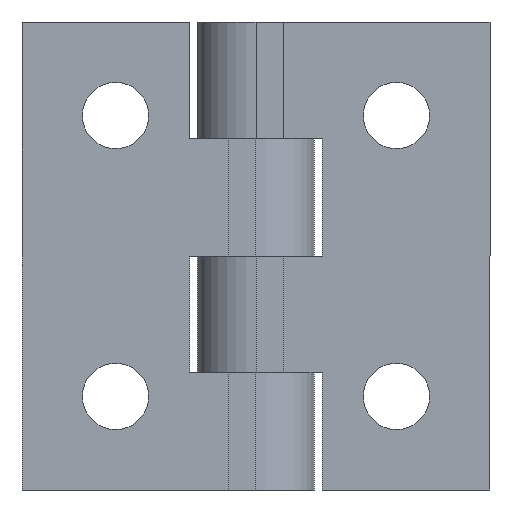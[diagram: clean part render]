
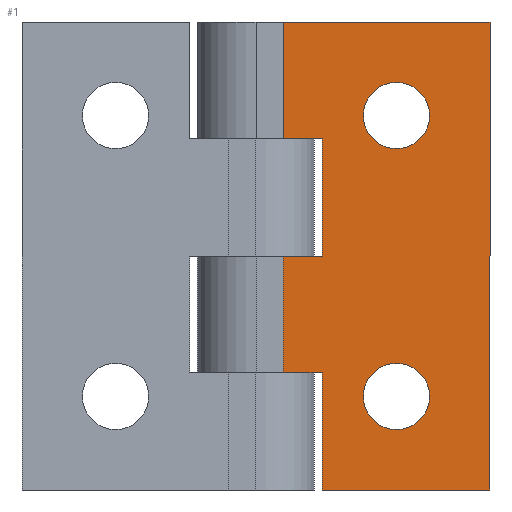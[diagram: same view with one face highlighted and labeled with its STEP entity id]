
A CAD part, front view. The second image highlights one B-rep face of the part: STEP entity #1.
In plain terms, the highlighted planar face has unit normal (0, -1, 0).
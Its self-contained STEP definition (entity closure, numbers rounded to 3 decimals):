
#1 = ADVANCED_FACE ( 'NONE', ( #1356, #1020, #762 ), #1098, .F. ) ;
#2 = LINE ( 'NONE', #556, #445 ) ;
#48 = CARTESIAN_POINT ( 'NONE',  ( -18., -8., -13.75 ) ) ;
#81 = VECTOR ( 'NONE', #446, 1000. ) ;
#99 = CARTESIAN_POINT ( 'NONE',  ( -18., -8., 22.25 ) ) ;
#101 = ORIENTED_EDGE ( 'NONE', *, *, #1157, .F. ) ;
#149 = LINE ( 'NONE', #427, #81 ) ;
#179 = VECTOR ( 'NONE', #659, 1000. ) ;
#250 = EDGE_CURVE ( 'NONE', #827, #1247, #1130, .T. ) ;
#296 = DIRECTION ( 'NONE',  ( -1., 0., 0. ) ) ;
#298 = VECTOR ( 'NONE', #498, 1000. ) ;
#299 = CARTESIAN_POINT ( 'NONE',  ( 7.5, -8., -15. ) ) ;
#305 = VERTEX_POINT ( 'NONE', #708 ) ;
#316 = CARTESIAN_POINT ( 'NONE',  ( -30., -8., -30. ) ) ;
#318 = VERTEX_POINT ( 'NONE', #705 ) ;
#332 = CARTESIAN_POINT ( 'NONE',  ( -3.5, -8., -30. ) ) ;
#337 = DIRECTION ( 'NONE',  ( 0., 0., 1. ) ) ;
#338 = DIRECTION ( 'NONE',  ( 0., 1., 0. ) ) ;
#339 = CARTESIAN_POINT ( 'NONE',  ( -18., -8., -18. ) ) ;
#353 = DIRECTION ( 'NONE',  ( 1., 0., 0. ) ) ;
#354 = VECTOR ( 'NONE', #353, 1000. ) ;
#371 = CARTESIAN_POINT ( 'NONE',  ( -30., -8., 30. ) ) ;
#393 = CARTESIAN_POINT ( 'NONE',  ( -8.5, -8., 15. ) ) ;
#414 = DIRECTION ( 'NONE',  ( 0., 0., -1. ) ) ;
#415 = CARTESIAN_POINT ( 'NONE',  ( -3.5, -8., 30. ) ) ;
#427 = CARTESIAN_POINT ( 'NONE',  ( -8.5, -8., 30. ) ) ;
#429 = DIRECTION ( 'NONE',  ( 0., 0., 1. ) ) ;
#430 = DIRECTION ( 'NONE',  ( 0., 1., 0. ) ) ;
#432 = CARTESIAN_POINT ( 'NONE',  ( -18., -8., 18. ) ) ;
#445 = VECTOR ( 'NONE', #557, 1000. ) ;
#446 = DIRECTION ( 'NONE',  ( 0., 0., 1. ) ) ;
#451 = AXIS2_PLACEMENT_3D ( 'NONE', #894, #851, #1045 ) ;
#455 = VERTEX_POINT ( 'NONE', #99 ) ;
#456 = CARTESIAN_POINT ( 'NONE',  ( -3.5, -8., -15. ) ) ;
#463 = DIRECTION ( 'NONE',  ( 0., 0., 1. ) ) ;
#467 = ORIENTED_EDGE ( 'NONE', *, *, #728, .T. ) ;
#468 = CARTESIAN_POINT ( 'NONE',  ( -8.5, -8., 0. ) ) ;
#471 = CARTESIAN_POINT ( 'NONE',  ( -30., -8., 30. ) ) ;
#472 = VECTOR ( 'NONE', #296, 1000. ) ;
#489 = VECTOR ( 'NONE', #463, 1000. ) ;
#492 = VERTEX_POINT ( 'NONE', #657 ) ;
#498 = DIRECTION ( 'NONE',  ( 0., 0., -1. ) ) ;
#499 = CARTESIAN_POINT ( 'NONE',  ( -30., -8., 30. ) ) ;
#501 = DIRECTION ( 'NONE',  ( 1., 0., 0. ) ) ;
#505 = CARTESIAN_POINT ( 'NONE',  ( -30., -8., -30. ) ) ;
#511 = EDGE_CURVE ( 'NONE', #305, #520, #714, .T. ) ;
#512 = CARTESIAN_POINT ( 'NONE',  ( -8.5, -8., 30. ) ) ;
#520 = VERTEX_POINT ( 'NONE', #629 ) ;
#546 = ORIENTED_EDGE ( 'NONE', *, *, #913, .T. ) ;
#556 = CARTESIAN_POINT ( 'NONE',  ( 7.5, -8., 15. ) ) ;
#557 = DIRECTION ( 'NONE',  ( -1., 0., 0. ) ) ;
#587 = ORIENTED_EDGE ( 'NONE', *, *, #597, .T. ) ;
#595 = LINE ( 'NONE', #505, #784 ) ;
#597 = EDGE_CURVE ( 'NONE', #318, #1000, #2, .T. ) ;
#604 = VECTOR ( 'NONE', #742, 1000. ) ;
#629 = CARTESIAN_POINT ( 'NONE',  ( -3.5, -8., 0. ) ) ;
#637 = VERTEX_POINT ( 'NONE', #48 ) ;
#639 = LINE ( 'NONE', #371, #354 ) ;
#653 = CARTESIAN_POINT ( 'NONE',  ( 7.5, -8., 0. ) ) ;
#657 = CARTESIAN_POINT ( 'NONE',  ( -8.5, -8., -15. ) ) ;
#659 = DIRECTION ( 'NONE',  ( 1., 0., 0. ) ) ;
#680 = ORIENTED_EDGE ( 'NONE', *, *, #727, .T. ) ;
#685 = LINE ( 'NONE', #299, #472 ) ;
#695 = LINE ( 'NONE', #468, #489 ) ;
#705 = CARTESIAN_POINT ( 'NONE',  ( -3.5, -8., 15. ) ) ;
#708 = CARTESIAN_POINT ( 'NONE',  ( -8.5, -8., 0. ) ) ;
#714 = LINE ( 'NONE', #653, #179 ) ;
#727 = EDGE_CURVE ( 'NONE', #1324, #1247, #595, .T. ) ;
#728 = EDGE_CURVE ( 'NONE', #801, #1324, #1059, .T. ) ;
#731 = VERTEX_POINT ( 'NONE', #512 ) ;
#742 = DIRECTION ( 'NONE',  ( 0., 0., -1. ) ) ;
#762 = FACE_OUTER_BOUND ( 'NONE', #823, .T. ) ;
#784 = VECTOR ( 'NONE', #501, 1000. ) ;
#790 = EDGE_CURVE ( 'NONE', #492, #305, #695, .T. ) ;
#801 = VERTEX_POINT ( 'NONE', #471 ) ;
#802 = ORIENTED_EDGE ( 'NONE', *, *, #511, .T. ) ;
#815 = CARTESIAN_POINT ( 'NONE',  ( -3.5, -8., 30. ) ) ;
#823 = EDGE_LOOP ( 'NONE', ( #1398, #802, #1021, #587, #1090, #101, #467, #680, #934, #1249 ) ) ;
#827 = VERTEX_POINT ( 'NONE', #456 ) ;
#851 = DIRECTION ( 'NONE',  ( 0., 1., 0. ) ) ;
#856 = EDGE_LOOP ( 'NONE', ( #546 ) ) ;
#891 = VECTOR ( 'NONE', #414, 1000. ) ;
#894 = CARTESIAN_POINT ( 'NONE',  ( -30., -8., 30. ) ) ;
#913 = EDGE_CURVE ( 'NONE', #455, #455, #1236, .T. ) ;
#919 = EDGE_CURVE ( 'NONE', #1000, #731, #149, .T. ) ;
#924 = LINE ( 'NONE', #415, #891 ) ;
#934 = ORIENTED_EDGE ( 'NONE', *, *, #250, .F. ) ;
#953 = EDGE_CURVE ( 'NONE', #318, #520, #924, .T. ) ;
#1000 = VERTEX_POINT ( 'NONE', #393 ) ;
#1020 = FACE_BOUND ( 'NONE', #856, .T. ) ;
#1021 = ORIENTED_EDGE ( 'NONE', *, *, #953, .F. ) ;
#1045 = DIRECTION ( 'NONE',  ( 0., 0., 1. ) ) ;
#1059 = LINE ( 'NONE', #499, #298 ) ;
#1090 = ORIENTED_EDGE ( 'NONE', *, *, #919, .T. ) ;
#1098 = PLANE ( 'NONE',  #451 ) ;
#1127 = EDGE_LOOP ( 'NONE', ( #1216 ) ) ;
#1130 = LINE ( 'NONE', #815, #604 ) ;
#1157 = EDGE_CURVE ( 'NONE', #801, #731, #639, .T. ) ;
#1193 = EDGE_CURVE ( 'NONE', #637, #637, #1391, .T. ) ;
#1216 = ORIENTED_EDGE ( 'NONE', *, *, #1193, .T. ) ;
#1220 = AXIS2_PLACEMENT_3D ( 'NONE', #339, #338, #337 ) ;
#1236 = CIRCLE ( 'NONE', #1241, 4.25 ) ;
#1241 = AXIS2_PLACEMENT_3D ( 'NONE', #432, #430, #429 ) ;
#1247 = VERTEX_POINT ( 'NONE', #332 ) ;
#1249 = ORIENTED_EDGE ( 'NONE', *, *, #1328, .T. ) ;
#1324 = VERTEX_POINT ( 'NONE', #316 ) ;
#1328 = EDGE_CURVE ( 'NONE', #827, #492, #685, .T. ) ;
#1356 = FACE_BOUND ( 'NONE', #1127, .T. ) ;
#1391 = CIRCLE ( 'NONE', #1220, 4.25 ) ;
#1398 = ORIENTED_EDGE ( 'NONE', *, *, #790, .T. ) ;
